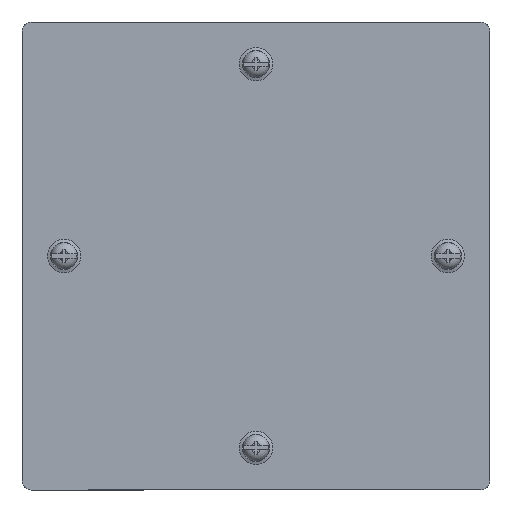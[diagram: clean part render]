
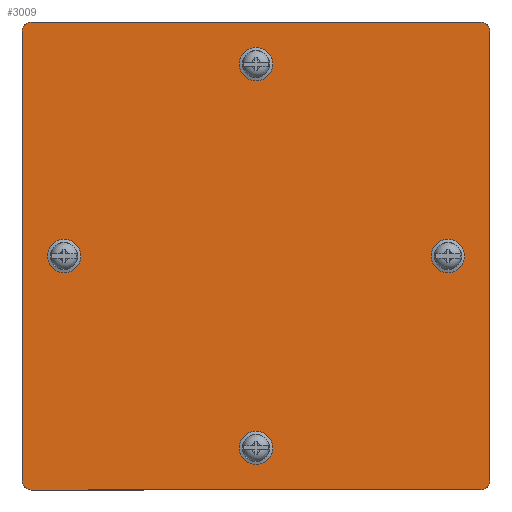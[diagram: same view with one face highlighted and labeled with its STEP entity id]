
A CAD part, front view. The second image highlights one B-rep face of the part: STEP entity #3009.
In plain terms, the highlighted face is planar.
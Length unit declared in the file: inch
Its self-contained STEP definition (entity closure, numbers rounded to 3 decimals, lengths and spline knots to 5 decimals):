
#149 = FACE_BOUND ( 'NONE', #4017, .T. ) ;
#206 = VERTEX_POINT ( 'NONE', #8539 ) ;
#255 = CARTESIAN_POINT ( 'NONE',  ( 3.094, 6.197, 2.969 ) ) ;
#297 = CARTESIAN_POINT ( 'NONE',  ( -2.5375, 6.197, 0.125 ) ) ;
#310 = EDGE_LOOP ( 'NONE', ( #1136, #9049, #11330, #1565, #10428, #2466, #12371, #8957 ) ) ;
#316 = DIRECTION ( 'NONE',  ( 1., 0., 0. ) ) ;
#638 = EDGE_CURVE ( 'NONE', #5114, #4451, #3283, .T. ) ;
#697 = DIRECTION ( 'NONE',  ( 0., -1., 0. ) ) ;
#978 = FACE_BOUND ( 'NONE', #7348, .T. ) ;
#1104 = CARTESIAN_POINT ( 'NONE',  ( -3.094, 6.197, 3.094 ) ) ;
#1105 = FACE_BOUND ( 'NONE', #8132, .T. ) ;
#1136 = ORIENTED_EDGE ( 'NONE', *, *, #8825, .F. ) ;
#1174 = FACE_BOUND ( 'NONE', #3737, .T. ) ;
#1223 = ORIENTED_EDGE ( 'NONE', *, *, #2461, .T. ) ;
#1251 = CIRCLE ( 'NONE', #11079, 0.125 ) ;
#1325 = VERTEX_POINT ( 'NONE', #3820 ) ;
#1465 = VERTEX_POINT ( 'NONE', #2067 ) ;
#1565 = ORIENTED_EDGE ( 'NONE', *, *, #6336, .F. ) ;
#1908 = ORIENTED_EDGE ( 'NONE', *, *, #8941, .T. ) ;
#1926 = DIRECTION ( 'NONE',  ( 0., 0., -1. ) ) ;
#1929 = CARTESIAN_POINT ( 'NONE',  ( 2.969, 6.197, -3.094 ) ) ;
#2007 = DIRECTION ( 'NONE',  ( 0., 0., -1. ) ) ;
#2067 = CARTESIAN_POINT ( 'NONE',  ( -2.969, 6.197, 3.094 ) ) ;
#2209 = VERTEX_POINT ( 'NONE', #1929 ) ;
#2235 = CARTESIAN_POINT ( 'NONE',  ( 3.094, 6.197, 3.094 ) ) ;
#2264 = CARTESIAN_POINT ( 'NONE',  ( -3.094, 6.197, -2.969 ) ) ;
#2347 = VECTOR ( 'NONE', #9501, 39.37008 ) ;
#2456 = VERTEX_POINT ( 'NONE', #297 ) ;
#2461 = EDGE_CURVE ( 'NONE', #13365, #13365, #7168, .T. ) ;
#2466 = ORIENTED_EDGE ( 'NONE', *, *, #10260, .F. ) ;
#2507 = CARTESIAN_POINT ( 'NONE',  ( 0., 6.197, 2.5375 ) ) ;
#2720 = AXIS2_PLACEMENT_3D ( 'NONE', #12422, #697, #7056 ) ;
#2754 = ORIENTED_EDGE ( 'NONE', *, *, #3162, .T. ) ;
#3009 = ADVANCED_FACE ( 'NONE', ( #4251, #1174, #149, #978, #1105 ), #7399, .T. ) ;
#3068 = LINE ( 'NONE', #7806, #2347 ) ;
#3097 = DIRECTION ( 'NONE',  ( 0., -1., 0. ) ) ;
#3162 = EDGE_CURVE ( 'NONE', #12254, #12254, #11410, .T. ) ;
#3283 = LINE ( 'NONE', #2235, #7901 ) ;
#3337 = DIRECTION ( 'NONE',  ( -1., 0., 0. ) ) ;
#3407 = DIRECTION ( 'NONE',  ( 0., 0., 1. ) ) ;
#3429 = CARTESIAN_POINT ( 'NONE',  ( 0., 6.197, 2.6625 ) ) ;
#3737 = EDGE_LOOP ( 'NONE', ( #1223 ) ) ;
#3820 = CARTESIAN_POINT ( 'NONE',  ( -2.969, 6.197, -3.094 ) ) ;
#3834 = AXIS2_PLACEMENT_3D ( 'NONE', #12762, #6416, #5363 ) ;
#4017 = EDGE_LOOP ( 'NONE', ( #1908 ) ) ;
#4030 = EDGE_CURVE ( 'NONE', #2456, #2456, #11866, .T. ) ;
#4230 = DIRECTION ( 'NONE',  ( 0., -1., 0. ) ) ;
#4251 = FACE_OUTER_BOUND ( 'NONE', #310, .T. ) ;
#4355 = LINE ( 'NONE', #11820, #13055 ) ;
#4451 = VERTEX_POINT ( 'NONE', #255 ) ;
#4979 = DIRECTION ( 'NONE',  ( 0., 0., 1. ) ) ;
#5096 = EDGE_CURVE ( 'NONE', #1465, #8751, #7485, .T. ) ;
#5114 = VERTEX_POINT ( 'NONE', #6758 ) ;
#5363 = DIRECTION ( 'NONE',  ( 0., 0., -1. ) ) ;
#5609 = EDGE_CURVE ( 'NONE', #4451, #206, #10408, .T. ) ;
#5811 = EDGE_CURVE ( 'NONE', #1325, #2209, #4355, .T. ) ;
#6226 = CARTESIAN_POINT ( 'NONE',  ( 0., 6.197, -2.5375 ) ) ;
#6336 = EDGE_CURVE ( 'NONE', #2209, #5114, #1251, .T. ) ;
#6416 = DIRECTION ( 'NONE',  ( 0., 1., 0. ) ) ;
#6608 = CIRCLE ( 'NONE', #8406, 0.125 ) ;
#6758 = CARTESIAN_POINT ( 'NONE',  ( 3.094, 6.197, -2.969 ) ) ;
#6792 = DIRECTION ( 'NONE',  ( 0., -1., 0. ) ) ;
#6824 = AXIS2_PLACEMENT_3D ( 'NONE', #10738, #12960, #8929 ) ;
#7017 = DIRECTION ( 'NONE',  ( 0., -1., 0. ) ) ;
#7056 = DIRECTION ( 'NONE',  ( 0., 0., 1. ) ) ;
#7168 = CIRCLE ( 'NONE', #12947, 0.125 ) ;
#7238 = ORIENTED_EDGE ( 'NONE', *, *, #4030, .T. ) ;
#7348 = EDGE_LOOP ( 'NONE', ( #2754 ) ) ;
#7380 = CARTESIAN_POINT ( 'NONE',  ( 2.969, 6.197, -2.969 ) ) ;
#7399 = PLANE ( 'NONE',  #3834 ) ;
#7457 = CIRCLE ( 'NONE', #13028, 0.125 ) ;
#7485 = CIRCLE ( 'NONE', #6824, 0.125 ) ;
#7721 = AXIS2_PLACEMENT_3D ( 'NONE', #13514, #3097, #1926 ) ;
#7806 = CARTESIAN_POINT ( 'NONE',  ( -3.094, 6.197, -3.094 ) ) ;
#7901 = VECTOR ( 'NONE', #9708, 39.37008 ) ;
#8132 = EDGE_LOOP ( 'NONE', ( #7238 ) ) ;
#8406 = AXIS2_PLACEMENT_3D ( 'NONE', #2507, #12067, #3407 ) ;
#8539 = CARTESIAN_POINT ( 'NONE',  ( 2.969, 6.197, 3.094 ) ) ;
#8751 = VERTEX_POINT ( 'NONE', #11729 ) ;
#8790 = DIRECTION ( 'NONE',  ( 0., 0., 1. ) ) ;
#8825 = EDGE_CURVE ( 'NONE', #206, #1465, #10742, .T. ) ;
#8842 = VECTOR ( 'NONE', #3337, 39.37008 ) ;
#8929 = DIRECTION ( 'NONE',  ( 0., 0., -1. ) ) ;
#8941 = EDGE_CURVE ( 'NONE', #12983, #12983, #6608, .T. ) ;
#8957 = ORIENTED_EDGE ( 'NONE', *, *, #5096, .F. ) ;
#9049 = ORIENTED_EDGE ( 'NONE', *, *, #5609, .F. ) ;
#9121 = CARTESIAN_POINT ( 'NONE',  ( 2.5375, 6.197, 0.125 ) ) ;
#9501 = DIRECTION ( 'NONE',  ( 0., 0., -1. ) ) ;
#9708 = DIRECTION ( 'NONE',  ( 0., 0., 1. ) ) ;
#9873 = AXIS2_PLACEMENT_3D ( 'NONE', #12061, #10736, #8790 ) ;
#10260 = EDGE_CURVE ( 'NONE', #11129, #1325, #7457, .T. ) ;
#10408 = CIRCLE ( 'NONE', #7721, 0.125 ) ;
#10428 = ORIENTED_EDGE ( 'NONE', *, *, #5811, .F. ) ;
#10736 = DIRECTION ( 'NONE',  ( 0., -1., 0. ) ) ;
#10738 = CARTESIAN_POINT ( 'NONE',  ( -2.969, 6.197, 2.969 ) ) ;
#10742 = LINE ( 'NONE', #1104, #8842 ) ;
#10780 = EDGE_CURVE ( 'NONE', #8751, #11129, #3068, .T. ) ;
#11079 = AXIS2_PLACEMENT_3D ( 'NONE', #7380, #4230, #2007 ) ;
#11129 = VERTEX_POINT ( 'NONE', #2264 ) ;
#11330 = ORIENTED_EDGE ( 'NONE', *, *, #638, .F. ) ;
#11410 = CIRCLE ( 'NONE', #2720, 0.125 ) ;
#11517 = CARTESIAN_POINT ( 'NONE',  ( -2.969, 6.197, -2.969 ) ) ;
#11729 = CARTESIAN_POINT ( 'NONE',  ( -3.094, 6.197, 2.969 ) ) ;
#11820 = CARTESIAN_POINT ( 'NONE',  ( 3.094, 6.197, -3.094 ) ) ;
#11866 = CIRCLE ( 'NONE', #9873, 0.125 ) ;
#12061 = CARTESIAN_POINT ( 'NONE',  ( -2.5375, 6.197, 0. ) ) ;
#12067 = DIRECTION ( 'NONE',  ( 0., -1., 0. ) ) ;
#12254 = VERTEX_POINT ( 'NONE', #9121 ) ;
#12371 = ORIENTED_EDGE ( 'NONE', *, *, #10780, .F. ) ;
#12422 = CARTESIAN_POINT ( 'NONE',  ( 2.5375, 6.197, 0. ) ) ;
#12762 = CARTESIAN_POINT ( 'NONE',  ( 0., 6.197, 0. ) ) ;
#12947 = AXIS2_PLACEMENT_3D ( 'NONE', #6226, #7017, #4979 ) ;
#12960 = DIRECTION ( 'NONE',  ( 0., -1., 0. ) ) ;
#12983 = VERTEX_POINT ( 'NONE', #3429 ) ;
#13028 = AXIS2_PLACEMENT_3D ( 'NONE', #11517, #6792, #13808 ) ;
#13055 = VECTOR ( 'NONE', #316, 39.37008 ) ;
#13297 = CARTESIAN_POINT ( 'NONE',  ( 0., 6.197, -2.4125 ) ) ;
#13365 = VERTEX_POINT ( 'NONE', #13297 ) ;
#13514 = CARTESIAN_POINT ( 'NONE',  ( 2.969, 6.197, 2.969 ) ) ;
#13808 = DIRECTION ( 'NONE',  ( 0., 0., -1. ) ) ;
